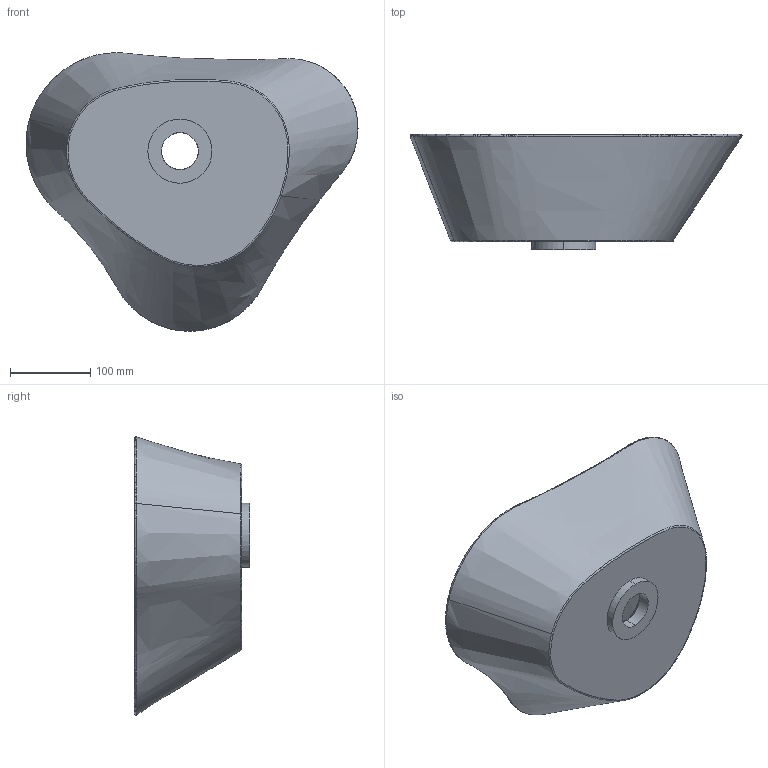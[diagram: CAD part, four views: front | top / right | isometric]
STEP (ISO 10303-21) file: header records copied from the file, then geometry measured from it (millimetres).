
FILE_DESCRIPTION (( 'STEP AP214' ), '1' );
FILE_NAME ('FL-013_Amöbe_410x345.STEP', '2018-04-16T12:12:56', ( '' ), ( '' ), 'SwSTEP 2.0', 'SolidWorks 2017', '' );
FILE_SCHEMA (( 'AUTOMOTIVE_DESIGN' ));
Length unit declared in the file: millimetre
Products named in the file (1): FL-013_Amöbe_410x345
Bounding box: 413.99 x 144 x 347.25 mm (x, y, z)
Volume: 2719294.8 mm3; surface area: 361195 mm2
Topology: 1 solids, 1 shells, 170 faces, 1275 edges, 1108 vertices
Faces by surface type: bspline 156, cylinder 6, cone 4, plane 4
Entity records: 24298 total; most frequent: CARTESIAN_POINT 17393, ORIENTED_EDGE 2550, EDGE_CURVE 1275, VERTEX_POINT 1108, B_SPLINE_CURVE_WITH_KNOTS 1057, EDGE_LOOP 173, ADVANCED_FACE 170, FACE_OUTER_BOUND 170
